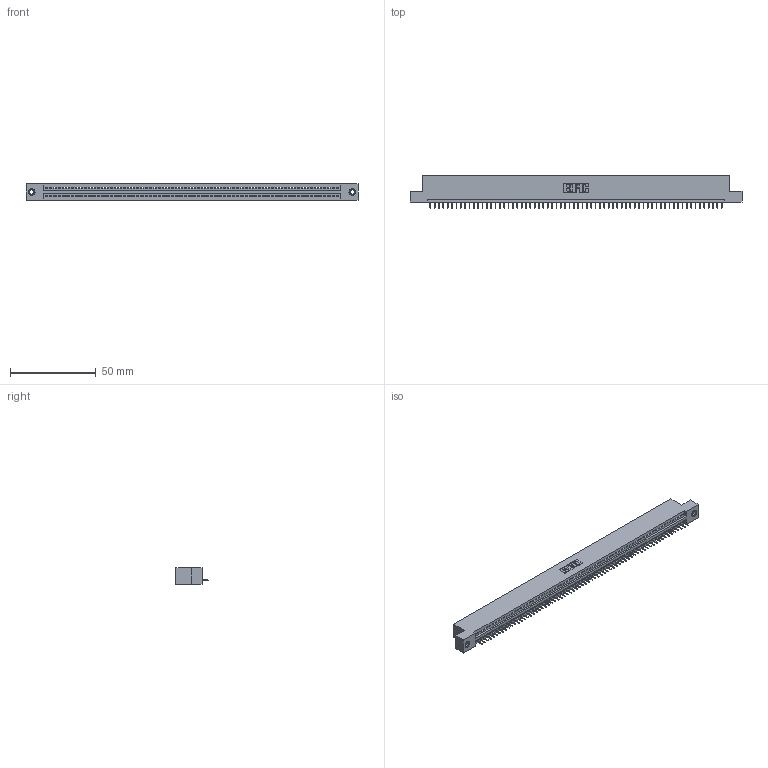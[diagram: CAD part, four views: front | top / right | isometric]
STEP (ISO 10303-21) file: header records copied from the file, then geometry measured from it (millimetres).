
FILE_DESCRIPTION (( 'STEP AP203' ), '1' );
FILE_NAME ('895-068-525-107.STEP', '2020-09-28T15:51:08', ( '' ), ( '' ), 'SwSTEP 2.0', 'SolidWorks 2020', '' );
FILE_SCHEMA (( 'CONFIG_CONTROL_DESIGN' ));
Length unit declared in the file: inch
Products named in the file (4): 345-292-001_345-293-125; 345-250-001_345-250-005-103; 845 Part_Flush Mounting Lugs - 0.156 Dia-TI; 895-068-525-107
Assembly tree (71 placements, depth 2):
  895-068-525-107
    845 Part_Flush Mounting Lugs - 0.156 Dia-TI
    345-292-001_345-293-125  x68
    345-250-001_345-250-005-103  x2
Bounding box: 193.93 x 18.72 x 9.4 mm (x, y, z)
Volume: 18341.4 mm3; surface area: 23834.1 mm2
Topology: 71 solids, 71 shells, 4402 faces, 12717 edges, 8198 vertices
Faces by surface type: plane 3240, cylinder 1146, cone 12, torus 4
Entity records: 48938 total; most frequent: CARTESIAN_POINT 8455, ORIENTED_EDGE 8450, DIRECTION 7375, EDGE_CURVE 4225, LINE 3805, VECTOR 3805, VERTEX_POINT 2808, AXIS2_PLACEMENT_3D 1785
